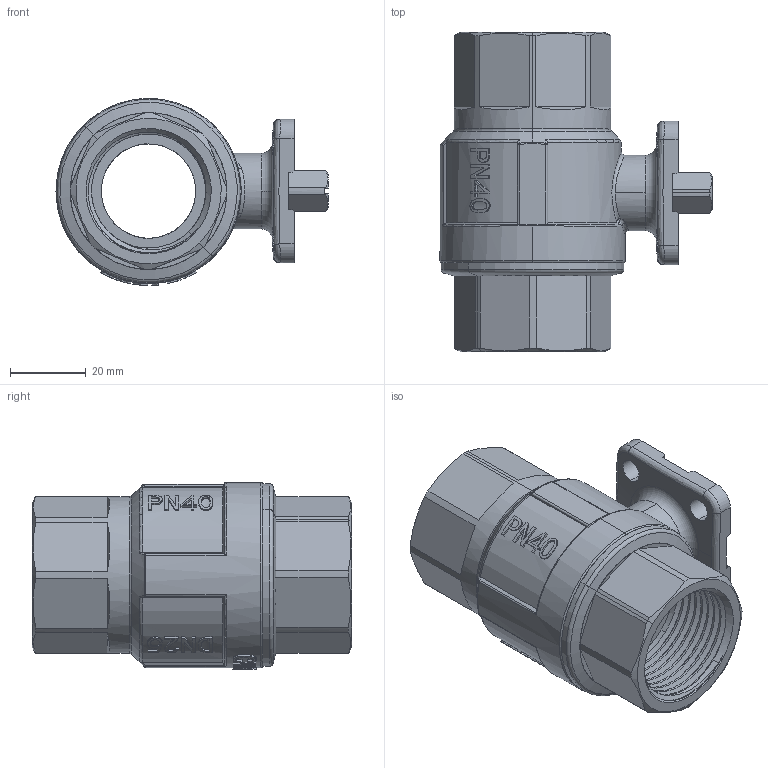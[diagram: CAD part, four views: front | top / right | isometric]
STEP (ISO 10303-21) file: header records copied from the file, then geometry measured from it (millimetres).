
FILE_DESCRIPTION (( 'STEP AP214' ), '1' );
FILE_NAME ('DN25.STEP', '2023-11-13T08:54:37', ( '' ), ( '' ), 'SwSTEP 2.0', 'SolidWorks 2018', '' );
FILE_SCHEMA (( 'AUTOMOTIVE_DESIGN' ));
Length unit declared in the file: millimetre
Products named in the file (1): DN25
Bounding box: 72 x 84.5 x 49.5 mm (x, y, z)
Volume: 83077.4 mm3; surface area: 28285.4 mm2
Topology: 1 solids, 1 shells, 483 faces, 1295 edges, 840 vertices
Faces by surface type: plane 186, cylinder 125, bspline 103, cone 38, torus 21, sphere 10
Entity records: 45192 total; most frequent: CARTESIAN_POINT 29149, ORIENTED_EDGE 2590, DIRECTION 1829, EDGE_CURVE 1295, VERTEX_POINT 840, AXIS2_PLACEMENT_3D 702, EDGE_LOOP 519, FACE_OUTER_BOUND 483
